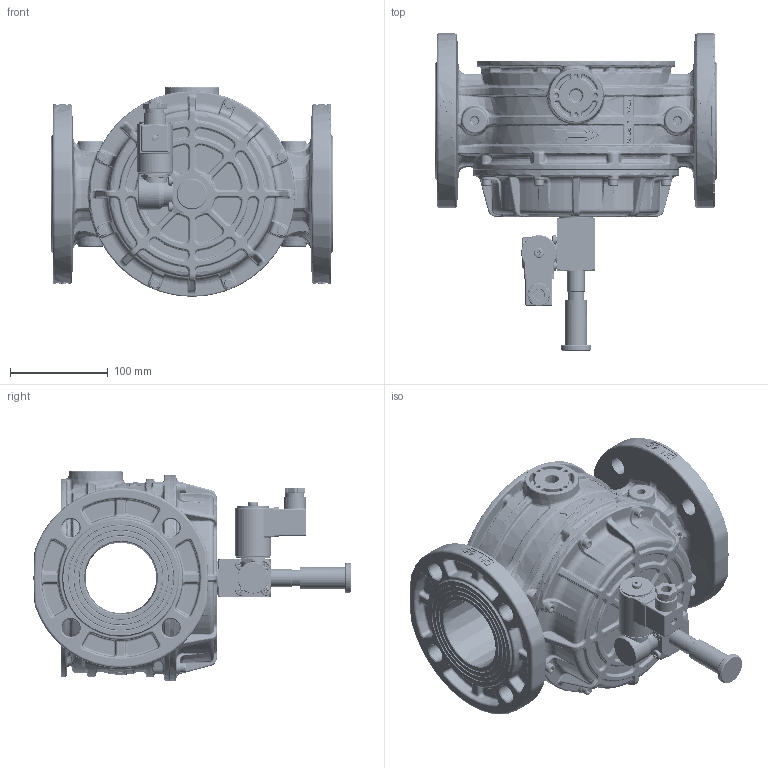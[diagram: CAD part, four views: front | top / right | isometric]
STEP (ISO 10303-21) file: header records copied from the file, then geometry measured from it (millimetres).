
FILE_DESCRIPTION(('CATIA V5 STEP Exchange','CAx-IF Rec.Pracs.--- Model Styling and Organization---1.5--- 2016-08-15','CAx-IF Rec.Pracs.---Supplemental Geometry---1.0---2011-11-01','CAx-IF Rec.Pracs.--- Composite Materials ---3.4---2017-06-13','CAx-IF Rec.Pracs.---Tessellated 3D Geometry---1.0---2015-12-17'),'2;1');
FILE_NAME('STEP_839160_-_TST.stp','2026-03-03T08:12:49+00:00',('none'),('none'),'CATIA Version 5-6 Release 2020 SP5','CATIA V5 STEP AP242 v2','none');
FILE_SCHEMA(('AP242_MANAGED_MODEL_BASED_3D_ENGINEERING_MIM_LF {1 0 10303 442 1 1 4}'));
Products named in the file (1): 839160 - TST
Bounding box: 290 x 325.3 x 215 mm (x, y, z)
Volume: 2204842.6 mm3; surface area: 548745.7 mm2
Topology: 3 solids, 30 shells, 7708 faces, 19176 edges, 11603 vertices
Faces by surface type: bspline 2828, cylinder 1779, plane 1517, torus 927, cone 516, sphere 141
Entity records: 395478 total; most frequent: CARTESIAN_POINT 256960, ORIENTED_EDGE 38204, EDGE_CURVE 19102, DIRECTION 14735, VERTEX_POINT 11603, EDGE_LOOP 7920, B_SPLINE_CURVE_WITH_KNOTS 7868, ADVANCED_FACE 7708
